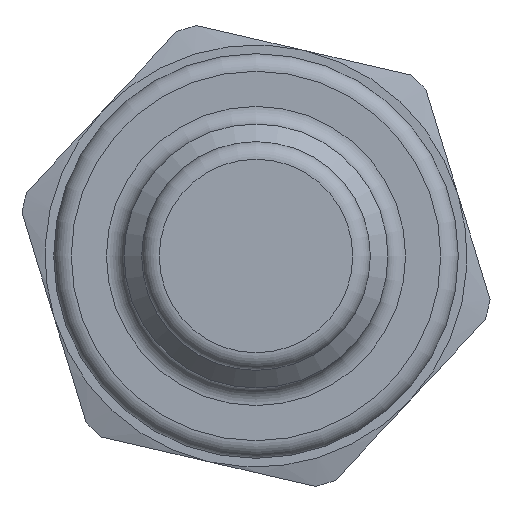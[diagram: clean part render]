
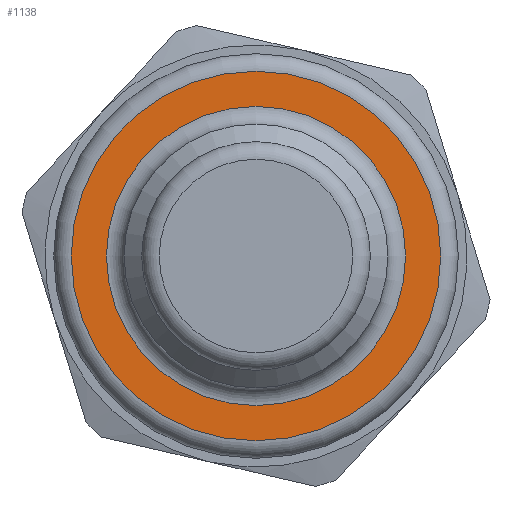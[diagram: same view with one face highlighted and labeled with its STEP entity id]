
A CAD part, left-side view. The second image highlights one B-rep face of the part: STEP entity #1138.
In plain terms, the highlighted planar face has unit normal (-1, 0, 0).
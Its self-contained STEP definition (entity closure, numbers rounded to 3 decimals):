
#1107=CARTESIAN_POINT('',(21.5,8.5,0.));
#1108=VERTEX_POINT('',#1107);
#1109=CARTESIAN_POINT('',(21.5,0.0,0.0));
#1110=DIRECTION('',(-1.0,0.0,0.0));
#1111=DIRECTION('',(0.0,-1.0,0.0));
#1112=AXIS2_PLACEMENT_3D('',#1109,#1110,#1111);
#1113=CIRCLE('',#1112,8.5);
#1114=EDGE_CURVE('',#1108,#1108,#1113,.T.);
#1119=CARTESIAN_POINT('',(21.5,9.5,0.0));
#1120=DIRECTION('',(-1.0,0.0,0.0));
#1121=DIRECTION('',(0.0,0.0,1.0));
#1122=AXIS2_PLACEMENT_3D('',#1119,#1120,#1121);
#1123=PLANE('',#1122);
#1124=CARTESIAN_POINT('',(21.5,10.5,0.0));
#1125=VERTEX_POINT('',#1124);
#1126=CARTESIAN_POINT('',(21.5,0.0,0.0));
#1127=DIRECTION('',(1.0,0.0,0.0));
#1128=DIRECTION('',(0.0,-1.0,0.0));
#1129=AXIS2_PLACEMENT_3D('',#1126,#1127,#1128);
#1130=CIRCLE('',#1129,10.5);
#1131=EDGE_CURVE('',#1125,#1125,#1130,.T.);
#1132=ORIENTED_EDGE('',*,*,#1131,.F.);
#1133=EDGE_LOOP('',(#1132));
#1134=FACE_OUTER_BOUND('',#1133,.T.);
#1135=ORIENTED_EDGE('',*,*,#1114,.F.);
#1136=EDGE_LOOP('',(#1135));
#1137=FACE_BOUND('',#1136,.T.);
#1138=ADVANCED_FACE('',(#1134,#1137),#1123,.T.);
